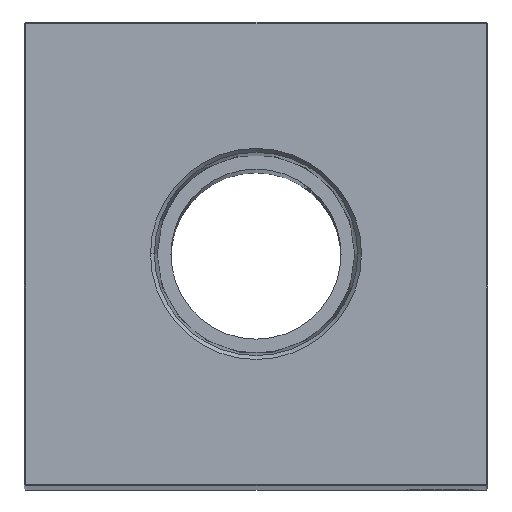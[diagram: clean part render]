
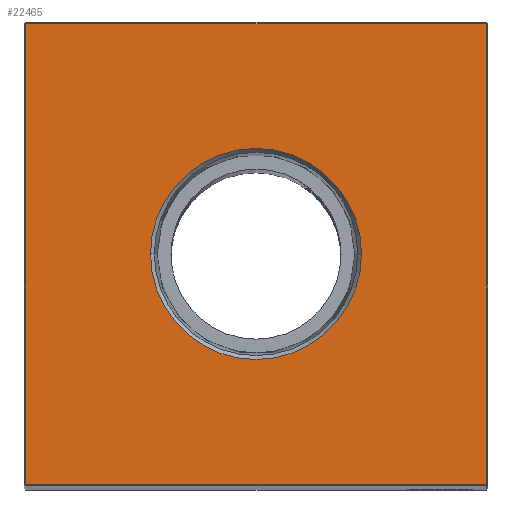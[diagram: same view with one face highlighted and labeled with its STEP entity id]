
A CAD part, top view. The second image highlights one B-rep face of the part: STEP entity #22465.
In plain terms, the highlighted planar face has unit normal (0, 0, 1).
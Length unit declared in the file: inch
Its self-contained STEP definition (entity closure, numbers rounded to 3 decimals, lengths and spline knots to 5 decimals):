
#107 = EDGE_CURVE ( 'NONE', #11549, #10102, #6360, .T. ) ;
#1297 = CARTESIAN_POINT ( 'NONE',  ( 1.49, -1.49, 15.25 ) ) ;
#2347 = VECTOR ( 'NONE', #18703, 39.37008 ) ;
#4180 = EDGE_CURVE ( 'NONE', #8168, #28467, #8272, .T. ) ;
#4593 = CARTESIAN_POINT ( 'NONE',  ( 0., -1.49, 15.25 ) ) ;
#5458 = VERTEX_POINT ( 'NONE', #20749 ) ;
#6094 = FACE_BOUND ( 'NONE', #21655, .T. ) ;
#6360 = LINE ( 'NONE', #16697, #23546 ) ;
#6446 = DIRECTION ( 'NONE',  ( -1., 0., 0. ) ) ;
#6481 = EDGE_CURVE ( 'NONE', #21269, #5458, #33012, .T. ) ;
#8045 = ORIENTED_EDGE ( 'NONE', *, *, #20063, .T. ) ;
#8168 = VERTEX_POINT ( 'NONE', #8358 ) ;
#8272 = LINE ( 'NONE', #18597, #31421 ) ;
#8310 = ORIENTED_EDGE ( 'NONE', *, *, #4180, .T. ) ;
#8358 = CARTESIAN_POINT ( 'NONE',  ( -1.49, 1.49, 15.25 ) ) ;
#8371 = CARTESIAN_POINT ( 'NONE',  ( 0., 1.49, 15.25 ) ) ;
#10102 = VERTEX_POINT ( 'NONE', #12641 ) ;
#10268 = DIRECTION ( 'NONE',  ( 1., 0., 0. ) ) ;
#10271 = CARTESIAN_POINT ( 'NONE',  ( 0., 0., 15.25 ) ) ;
#10671 = CARTESIAN_POINT ( 'NONE',  ( 0.68248, 0., 15.25 ) ) ;
#10730 = ORIENTED_EDGE ( 'NONE', *, *, #6481, .F. ) ;
#11549 = VERTEX_POINT ( 'NONE', #1297 ) ;
#12234 = AXIS2_PLACEMENT_3D ( 'NONE', #10271, #20585, #30470 ) ;
#12641 = CARTESIAN_POINT ( 'NONE',  ( 1.49, 1.49, 15.25 ) ) ;
#13493 = EDGE_CURVE ( 'NONE', #28467, #11549, #27483, .T. ) ;
#14931 = DIRECTION ( 'NONE',  ( 1., 0., 0. ) ) ;
#16271 = EDGE_LOOP ( 'NONE', ( #8310, #25289, #20860, #8045 ) ) ;
#16449 = PLANE ( 'NONE',  #23095 ) ;
#16697 = CARTESIAN_POINT ( 'NONE',  ( 1.49, 0., 15.25 ) ) ;
#18597 = CARTESIAN_POINT ( 'NONE',  ( -1.49, 0., 15.25 ) ) ;
#18703 = DIRECTION ( 'NONE',  ( -1., 0., 0. ) ) ;
#18995 = AXIS2_PLACEMENT_3D ( 'NONE', #23024, #32886, #10268 ) ;
#19300 = CARTESIAN_POINT ( 'NONE',  ( 0., 0., 15.25 ) ) ;
#20063 = EDGE_CURVE ( 'NONE', #10102, #8168, #31090, .T. ) ;
#20585 = DIRECTION ( 'NONE',  ( 0., 0., 1. ) ) ;
#20749 = CARTESIAN_POINT ( 'NONE',  ( -0.68248, 0., 15.25 ) ) ;
#20860 = ORIENTED_EDGE ( 'NONE', *, *, #107, .T. ) ;
#21269 = VERTEX_POINT ( 'NONE', #10671 ) ;
#21655 = EDGE_LOOP ( 'NONE', ( #10730, #24037 ) ) ;
#22465 = ADVANCED_FACE ( 'NONE', ( #28938, #6094 ), #16449, .F. ) ;
#23024 = CARTESIAN_POINT ( 'NONE',  ( 0., 0., 15.25 ) ) ;
#23095 = AXIS2_PLACEMENT_3D ( 'NONE', #19300, #29264, #6446 ) ;
#23546 = VECTOR ( 'NONE', #26752, 39.37008 ) ;
#23569 = VECTOR ( 'NONE', #14931, 39.37008 ) ;
#24037 = ORIENTED_EDGE ( 'NONE', *, *, #29779, .F. ) ;
#25289 = ORIENTED_EDGE ( 'NONE', *, *, #13493, .T. ) ;
#26586 = CIRCLE ( 'NONE', #12234, 0.68248 ) ;
#26752 = DIRECTION ( 'NONE',  ( 0., 1., 0. ) ) ;
#26904 = CARTESIAN_POINT ( 'NONE',  ( -1.49, -1.49, 15.25 ) ) ;
#27483 = LINE ( 'NONE', #4593, #23569 ) ;
#28467 = VERTEX_POINT ( 'NONE', #26904 ) ;
#28573 = DIRECTION ( 'NONE',  ( 0., -1., 0. ) ) ;
#28938 = FACE_OUTER_BOUND ( 'NONE', #16271, .T. ) ;
#29264 = DIRECTION ( 'NONE',  ( 0., 0., -1. ) ) ;
#29779 = EDGE_CURVE ( 'NONE', #5458, #21269, #26586, .T. ) ;
#30470 = DIRECTION ( 'NONE',  ( 1., 0., 0. ) ) ;
#31090 = LINE ( 'NONE', #8371, #2347 ) ;
#31421 = VECTOR ( 'NONE', #28573, 39.37008 ) ;
#32886 = DIRECTION ( 'NONE',  ( 0., 0., 1. ) ) ;
#33012 = CIRCLE ( 'NONE', #18995, 0.68248 ) ;
